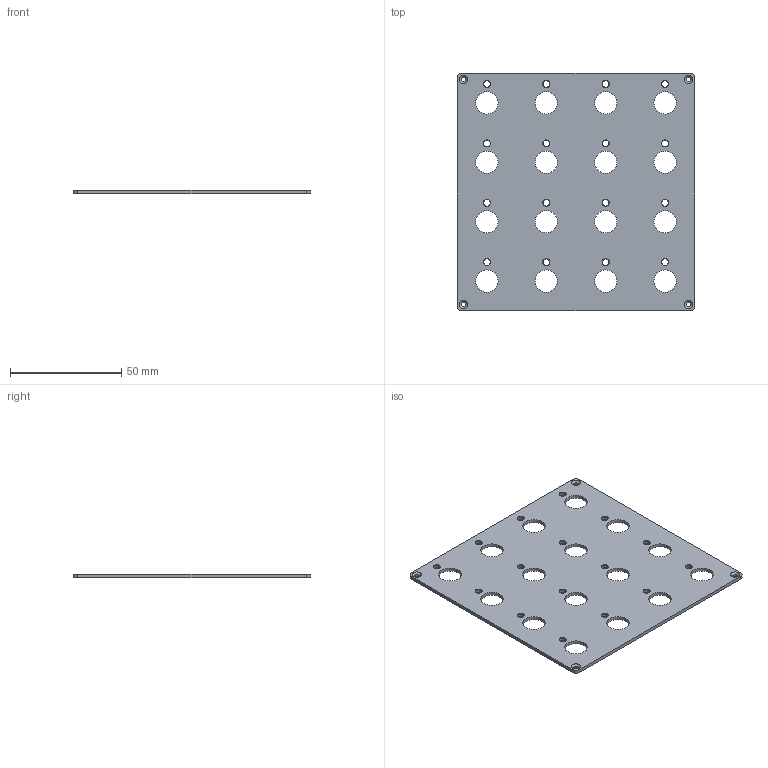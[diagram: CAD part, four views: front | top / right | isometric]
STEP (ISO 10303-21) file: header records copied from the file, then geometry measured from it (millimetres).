
FILE_DESCRIPTION(('FreeCAD Model'),'2;1');
FILE_NAME('G4_FP_B16.step', '2018-11-03T16:55:47',('Author'),(''), 'Open CASCADE STEP processor 7.2','FreeCAD','Unknown');
FILE_SCHEMA(('AUTOMOTIVE_DESIGN { 1 0 10303 214 1 1 1 1 }'));
Length unit declared in the file: millimetre
Products named in the file (1): Lightpipe
Bounding box: 106.6 x 106.6 x 1.6 mm (x, y, z)
Volume: 15939.8 mm3; surface area: 21710.5 mm2
Topology: 1 solids, 1 shells, 82 faces, 188 edges, 124 vertices
Faces by surface type: cylinder 56, plane 22, cone 4
Full cylindrical faces by diameter (mm): 2.2 x4, 3 x16, 3.2 x16, 10 x16
Entity records: 5099 total; most frequent: CARTESIAN_POINT 999, DIRECTION 808, ORIENTED_EDGE 376, PCURVE 376, DEFINITIONAL_REPRESENTATION 376, LINE 336, VECTOR 336, AXIS2_PLACEMENT_3D 199
